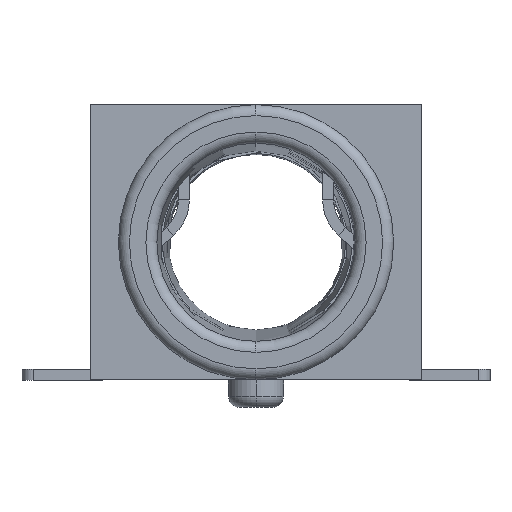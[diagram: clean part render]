
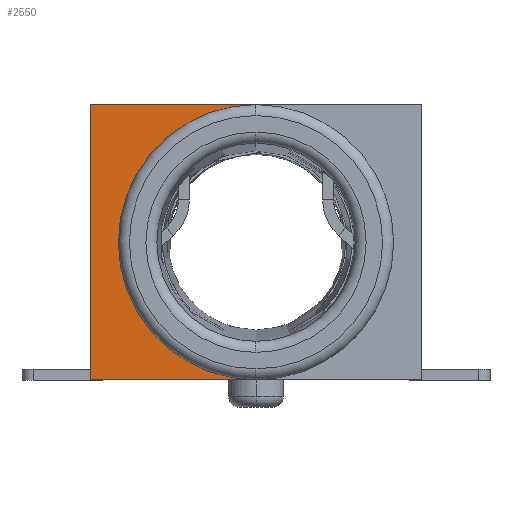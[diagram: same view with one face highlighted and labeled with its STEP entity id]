
A CAD part, left-side view. The second image highlights one B-rep face of the part: STEP entity #2550.
In plain terms, the highlighted planar face has unit normal (-1, 0, 0).
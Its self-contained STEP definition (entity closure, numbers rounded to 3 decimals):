
#131 = CARTESIAN_POINT ( 'NONE',  ( -2.05, 0., 2.51 ) ) ;
#329 = LINE ( 'NONE', #20574, #15500 ) ;
#471 = AXIS2_PLACEMENT_3D ( 'NONE', #131, #6756, #10201 ) ;
#611 = DIRECTION ( 'NONE',  ( 1., 0., 0. ) ) ;
#646 = CARTESIAN_POINT ( 'NONE',  ( -2.05, 3., 0.01 ) ) ;
#2550 = ADVANCED_FACE ( 'NONE', ( #16103 ), #4032, .F. ) ;
#3284 = LINE ( 'NONE', #21807, #17800 ) ;
#3625 = DIRECTION ( 'NONE',  ( 0., -1., 0. ) ) ;
#3844 = ORIENTED_EDGE ( 'NONE', *, *, #10975, .F. ) ;
#4032 = PLANE ( 'NONE',  #20995 ) ;
#5029 = DIRECTION ( 'NONE',  ( 0., 0., -1. ) ) ;
#5457 = VERTEX_POINT ( 'NONE', #20815 ) ;
#6756 = DIRECTION ( 'NONE',  ( -1., 0., 0. ) ) ;
#8287 = VERTEX_POINT ( 'NONE', #10427 ) ;
#9242 = CARTESIAN_POINT ( 'NONE',  ( -2.05, 3., 5.01 ) ) ;
#10201 = DIRECTION ( 'NONE',  ( 0., 0., 1. ) ) ;
#10266 = ORIENTED_EDGE ( 'NONE', *, *, #15738, .F. ) ;
#10427 = CARTESIAN_POINT ( 'NONE',  ( -2.05, 0., 0.01 ) ) ;
#10975 = EDGE_CURVE ( 'NONE', #11784, #8287, #20975, .T. ) ;
#11045 = DIRECTION ( 'NONE',  ( 0., -1., 0. ) ) ;
#11784 = VERTEX_POINT ( 'NONE', #12534 ) ;
#12276 = ORIENTED_EDGE ( 'NONE', *, *, #21104, .T. ) ;
#12534 = CARTESIAN_POINT ( 'NONE',  ( -2.05, 0., 5.01 ) ) ;
#12667 = DIRECTION ( 'NONE',  ( 0., 0., -1. ) ) ;
#12968 = ORIENTED_EDGE ( 'NONE', *, *, #19376, .T. ) ;
#14935 = VERTEX_POINT ( 'NONE', #21601 ) ;
#15500 = VECTOR ( 'NONE', #3625, 1000. ) ;
#15738 = EDGE_CURVE ( 'NONE', #14935, #11784, #329, .T. ) ;
#16103 = FACE_OUTER_BOUND ( 'NONE', #20983, .T. ) ;
#17038 = VECTOR ( 'NONE', #11045, 1000. ) ;
#17800 = VECTOR ( 'NONE', #5029, 1000. ) ;
#19140 = LINE ( 'NONE', #646, #17038 ) ;
#19376 = EDGE_CURVE ( 'NONE', #5457, #8287, #19140, .T. ) ;
#20574 = CARTESIAN_POINT ( 'NONE',  ( -2.05, 3., 5.01 ) ) ;
#20815 = CARTESIAN_POINT ( 'NONE',  ( -2.05, 3., 0.01 ) ) ;
#20975 = CIRCLE ( 'NONE', #471, 2.5 ) ;
#20983 = EDGE_LOOP ( 'NONE', ( #3844, #10266, #12276, #12968 ) ) ;
#20995 = AXIS2_PLACEMENT_3D ( 'NONE', #9242, #611, #12667 ) ;
#21104 = EDGE_CURVE ( 'NONE', #14935, #5457, #3284, .T. ) ;
#21601 = CARTESIAN_POINT ( 'NONE',  ( -2.05, 3., 5.01 ) ) ;
#21807 = CARTESIAN_POINT ( 'NONE',  ( -2.05, 3., 5.01 ) ) ;
